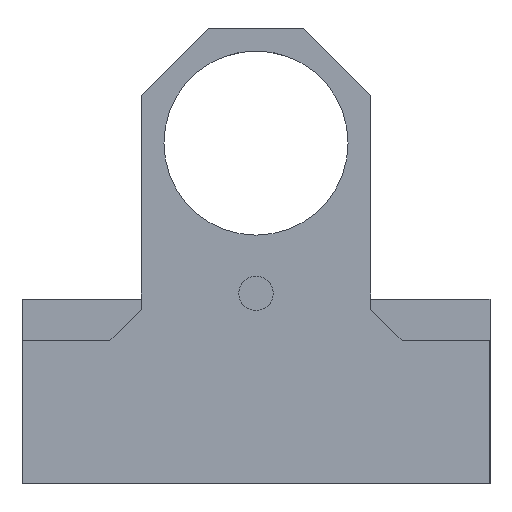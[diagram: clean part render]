
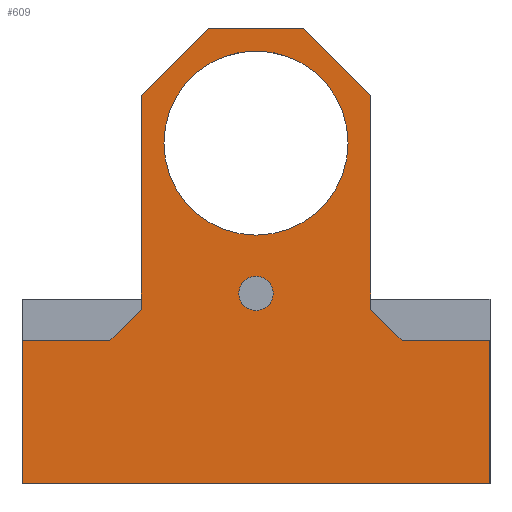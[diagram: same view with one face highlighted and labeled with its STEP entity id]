
A CAD part, left-side view. The second image highlights one B-rep face of the part: STEP entity #609.
In plain terms, the highlighted planar face has unit normal (-1, 0, 0).
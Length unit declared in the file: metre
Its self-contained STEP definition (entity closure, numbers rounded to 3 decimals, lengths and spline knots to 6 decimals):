
#35=LINE('',#946,#77);
#40=LINE('',#957,#82);
#45=LINE('',#967,#87);
#46=LINE('',#970,#88);
#47=LINE('',#972,#89);
#48=LINE('',#974,#90);
#49=LINE('',#975,#91);
#50=LINE('',#977,#92);
#51=LINE('',#979,#93);
#52=LINE('',#981,#94);
#53=LINE('',#982,#95);
#54=LINE('',#984,#96);
#77=VECTOR('',#743,1.);
#82=VECTOR('',#752,1.);
#87=VECTOR('',#759,1.);
#88=VECTOR('',#760,1.);
#89=VECTOR('',#761,1.);
#90=VECTOR('',#762,1.);
#91=VECTOR('',#763,1.);
#92=VECTOR('',#764,1.);
#93=VECTOR('',#765,1.);
#94=VECTOR('',#766,1.);
#95=VECTOR('',#767,1.);
#96=VECTOR('',#768,1.);
#119=PLANE('',#667);
#134=CIRCLE('',#661,0.007493);
#137=CIRCLE('',#668,0.001397);
#179=ORIENTED_EDGE('',*,*,#318,.F.);
#180=ORIENTED_EDGE('',*,*,#319,.T.);
#181=ORIENTED_EDGE('',*,*,#320,.T.);
#182=ORIENTED_EDGE('',*,*,#321,.T.);
#183=ORIENTED_EDGE('',*,*,#308,.F.);
#184=ORIENTED_EDGE('',*,*,#322,.T.);
#185=ORIENTED_EDGE('',*,*,#323,.T.);
#186=ORIENTED_EDGE('',*,*,#324,.T.);
#187=ORIENTED_EDGE('',*,*,#325,.T.);
#188=ORIENTED_EDGE('',*,*,#313,.T.);
#189=ORIENTED_EDGE('',*,*,#326,.T.);
#190=ORIENTED_EDGE('',*,*,#327,.F.);
#191=ORIENTED_EDGE('',*,*,#301,.F.);
#192=ORIENTED_EDGE('',*,*,#328,.F.);
#301=EDGE_CURVE('',#371,#371,#134,.T.);
#308=EDGE_CURVE('',#378,#376,#35,.T.);
#313=EDGE_CURVE('',#383,#384,#40,.T.);
#318=EDGE_CURVE('',#387,#388,#45,.T.);
#319=EDGE_CURVE('',#387,#389,#46,.F.);
#320=EDGE_CURVE('',#389,#390,#47,.T.);
#321=EDGE_CURVE('',#390,#376,#48,.T.);
#322=EDGE_CURVE('',#378,#391,#49,.T.);
#323=EDGE_CURVE('',#391,#392,#50,.T.);
#324=EDGE_CURVE('',#392,#393,#51,.F.);
#325=EDGE_CURVE('',#393,#383,#52,.T.);
#326=EDGE_CURVE('',#384,#394,#53,.T.);
#327=EDGE_CURVE('',#388,#394,#54,.T.);
#328=EDGE_CURVE('',#395,#395,#137,.T.);
#371=VERTEX_POINT('',#921);
#376=VERTEX_POINT('',#941);
#378=VERTEX_POINT('',#945);
#383=VERTEX_POINT('',#958);
#384=VERTEX_POINT('',#959);
#387=VERTEX_POINT('',#968);
#388=VERTEX_POINT('',#969);
#389=VERTEX_POINT('',#971);
#390=VERTEX_POINT('',#973);
#391=VERTEX_POINT('',#976);
#392=VERTEX_POINT('',#978);
#393=VERTEX_POINT('',#980);
#394=VERTEX_POINT('',#983);
#395=VERTEX_POINT('',#986);
#446=EDGE_LOOP('',(#179,#180,#181,#182,#183,#184,#185,#186,#187,#188,#189,
#190));
#447=EDGE_LOOP('',(#191));
#448=EDGE_LOOP('',(#192));
#518=FACE_BOUND('',#446,.T.);
#519=FACE_BOUND('',#447,.T.);
#520=FACE_BOUND('',#448,.T.);
#609=ADVANCED_FACE('',(#518,#519,#520),#119,.F.);
#661=AXIS2_PLACEMENT_3D('',#920,#732,#733);
#667=AXIS2_PLACEMENT_3D('',#966,#757,#758);
#668=AXIS2_PLACEMENT_3D('',#985,#769,#770);
#732=DIRECTION('',(-1.,0.,0.));
#733=DIRECTION('',(0.,0.,1.));
#743=DIRECTION('',(0.,-1.,0.));
#752=DIRECTION('',(0.,0.,-1.));
#757=DIRECTION('',(1.,0.,0.));
#758=DIRECTION('',(0.,0.,-1.));
#759=DIRECTION('',(0.,-1.,0.));
#760=DIRECTION('',(0.,-0.707,-0.707));
#761=DIRECTION('',(0.,0.,1.));
#762=DIRECTION('',(0.,0.707,0.707));
#763=DIRECTION('',(0.,0.707,-0.707));
#764=DIRECTION('',(0.,0.,-1.));
#765=DIRECTION('',(0.,-0.707,0.707));
#766=DIRECTION('',(0.,1.,0.));
#767=DIRECTION('',(0.,-1.,0.));
#768=DIRECTION('',(0.,0.,-1.));
#769=DIRECTION('',(-1.,0.,0.));
#770=DIRECTION('',(0.,0.,1.));
#920=CARTESIAN_POINT('',(-0.04246,-0.006025,0.027737));
#921=CARTESIAN_POINT('',(-0.04246,-0.006025,0.03523));
#941=CARTESIAN_POINT('',(-0.04246,-0.009897,0.037084));
#945=CARTESIAN_POINT('',(-0.04246,-0.002154,0.037084));
#946=CARTESIAN_POINT('',(-0.04246,-0.006025,0.037084));
#957=CARTESIAN_POINT('',(-0.04246,0.013025,0.037084));
#958=CARTESIAN_POINT('',(-0.04246,0.013025,0.011684));
#959=CARTESIAN_POINT('',(-0.04246,0.013025,0.));
#966=CARTESIAN_POINT('',(-0.04246,-0.006025,0.037084));
#967=CARTESIAN_POINT('',(-0.04246,-0.020224,0.011684));
#968=CARTESIAN_POINT('',(-0.04246,-0.017913,0.011684));
#969=CARTESIAN_POINT('',(-0.04246,-0.025075,0.011684));
#970=CARTESIAN_POINT('',(-0.04246,0.000731,0.030328));
#971=CARTESIAN_POINT('',(-0.04246,-0.015373,0.014224));
#972=CARTESIAN_POINT('',(-0.04246,-0.015373,0.027737));
#973=CARTESIAN_POINT('',(-0.04246,-0.015373,0.031609));
#974=CARTESIAN_POINT('',(-0.04246,-0.012635,0.034346));
#975=CARTESIAN_POINT('',(-0.04246,0.000584,0.034346));
#976=CARTESIAN_POINT('',(-0.04246,0.003322,0.031609));
#977=CARTESIAN_POINT('',(-0.04246,0.003322,0.017775));
#978=CARTESIAN_POINT('',(-0.04246,0.003322,0.014224));
#979=CARTESIAN_POINT('',(-0.04246,-0.012782,0.030328));
#980=CARTESIAN_POINT('',(-0.04246,0.005862,0.011684));
#981=CARTESIAN_POINT('',(-0.04246,0.008173,0.011684));
#982=CARTESIAN_POINT('',(-0.04246,-0.006025,0.));
#983=CARTESIAN_POINT('',(-0.04246,-0.025075,0.));
#984=CARTESIAN_POINT('',(-0.04246,-0.025075,0.037084));
#985=CARTESIAN_POINT('',(-0.04246,-0.006025,0.015494));
#986=CARTESIAN_POINT('',(-0.04246,-0.006025,0.016891));
